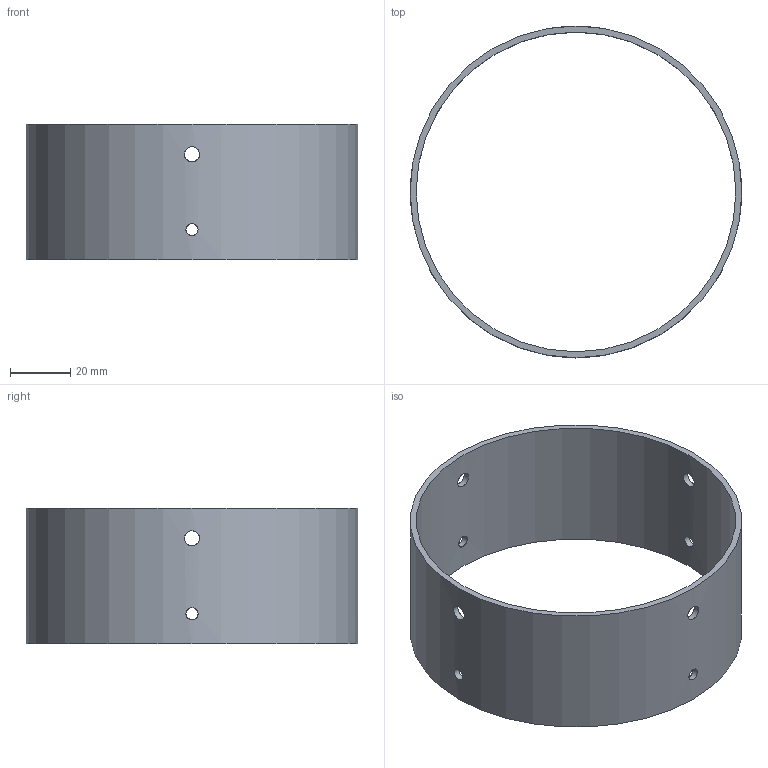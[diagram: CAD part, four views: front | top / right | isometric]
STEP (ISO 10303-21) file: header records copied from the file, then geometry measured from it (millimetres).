
FILE_DESCRIPTION(/* description */ (''),/* implementation_level */ '2;1');
FILE_NAME(/* name */ 'cylindre.step',/* time_stamp */ '2023-04-11T17:07:26+02:00',/* author */ (''),/* organization */ (''),/* preprocessor_version */ 'ST-DEVELOPER v19.2',/* originating_system */ 'Autodesk Translation Framework v11.17.0.187',/* authorisation */ '');
FILE_SCHEMA (('AUTOMOTIVE_DESIGN { 1 0 10303 214 3 1 1 }'));
Length unit declared in the file: millimetre
Products named in the file (1): (Non enregistré)
Bounding box: 110 x 110 x 45 mm (x, y, z)
Volume: 30278.5 mm3; surface area: 31862 mm2
Topology: 1 solids, 1 shells, 12 faces, 42 edges, 28 vertices
Faces by surface type: cylinder 10, plane 2
Full cylindrical faces by diameter (mm): 4 x4, 5 x4, 106 x1, 110 x1
Entity records: 1007 total; most frequent: CARTESIAN_POINT 619, ORIENTED_EDGE 84, DIRECTION 48, EDGE_CURVE 42, VERTEX_POINT 28, EDGE_LOOP 26, B_SPLINE_CURVE_WITH_KNOTS 24, AXIS2_PLACEMENT_3D 17
